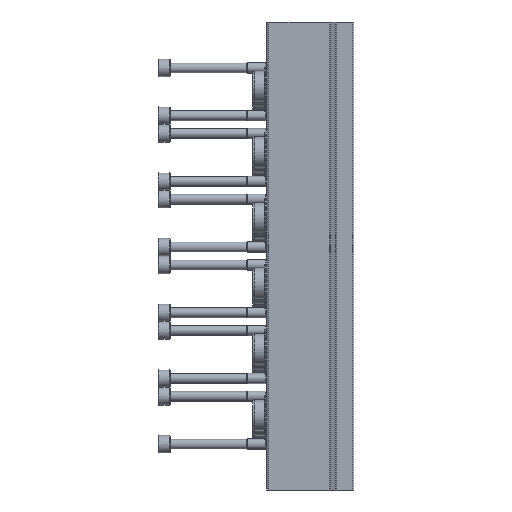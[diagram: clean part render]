
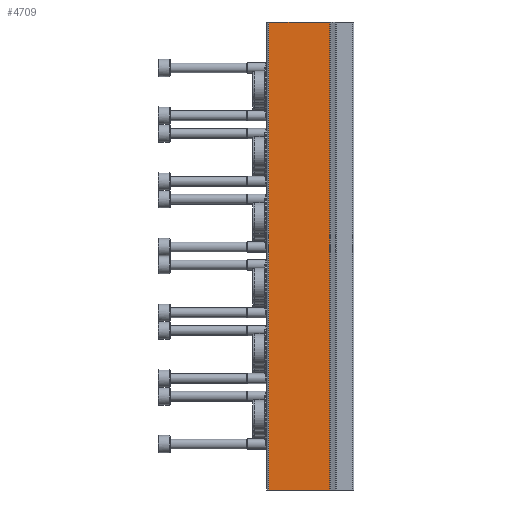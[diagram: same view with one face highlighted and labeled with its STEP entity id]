
A CAD part, left-side view. The second image highlights one B-rep face of the part: STEP entity #4709.
In plain terms, the highlighted planar face has unit normal (-1, 0, 0).
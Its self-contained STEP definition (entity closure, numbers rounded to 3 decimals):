
#206=PLANE('',#5076);
#684=ORIENTED_EDGE('',*,*,#1914,.F.);
#685=ORIENTED_EDGE('',*,*,#1913,.F.);
#686=ORIENTED_EDGE('',*,*,#1915,.T.);
#687=ORIENTED_EDGE('',*,*,#1916,.T.);
#1913=EDGE_CURVE('',#2528,#2526,#2976,.T.);
#1914=EDGE_CURVE('',#2526,#2529,#2977,.T.);
#1915=EDGE_CURVE('',#2528,#2530,#2978,.T.);
#1916=EDGE_CURVE('',#2530,#2529,#2979,.T.);
#2526=VERTEX_POINT('',#7603);
#2528=VERTEX_POINT('',#7607);
#2529=VERTEX_POINT('',#7611);
#2530=VERTEX_POINT('',#7613);
#2976=LINE('',#7608,#3274);
#2977=LINE('',#7610,#3275);
#2978=LINE('',#7612,#3276);
#2979=LINE('',#7614,#3277);
#3274=VECTOR('',#5715,1000.);
#3275=VECTOR('',#5718,1000.);
#3276=VECTOR('',#5719,1000.);
#3277=VECTOR('',#5720,1000.);
#3590=EDGE_LOOP('',(#684,#685,#686,#687));
#4100=FACE_BOUND('',#3590,.T.);
#4709=ADVANCED_FACE('',(#4100),#206,.T.);
#5076=AXIS2_PLACEMENT_3D('',#7609,#5716,#5717);
#5715=DIRECTION('',(0.,0.,1.));
#5716=DIRECTION('',(-1.,0.,0.));
#5717=DIRECTION('',(0.,0.,1.));
#5718=DIRECTION('',(0.,-1.,0.));
#5719=DIRECTION('',(0.,-1.,0.));
#5720=DIRECTION('',(0.,0.,1.));
#7603=CARTESIAN_POINT('',(-47.,41.5,0.));
#7607=CARTESIAN_POINT('',(-47.,41.5,-228.));
#7608=CARTESIAN_POINT('',(-47.,41.5,-228.));
#7609=CARTESIAN_POINT('',(-47.,41.5,-228.));
#7610=CARTESIAN_POINT('',(-47.,41.5,0.));
#7611=CARTESIAN_POINT('',(-47.,11.858,0.));
#7612=CARTESIAN_POINT('',(-47.,41.5,-228.));
#7613=CARTESIAN_POINT('',(-47.,11.858,-228.));
#7614=CARTESIAN_POINT('',(-47.,11.858,-228.));
